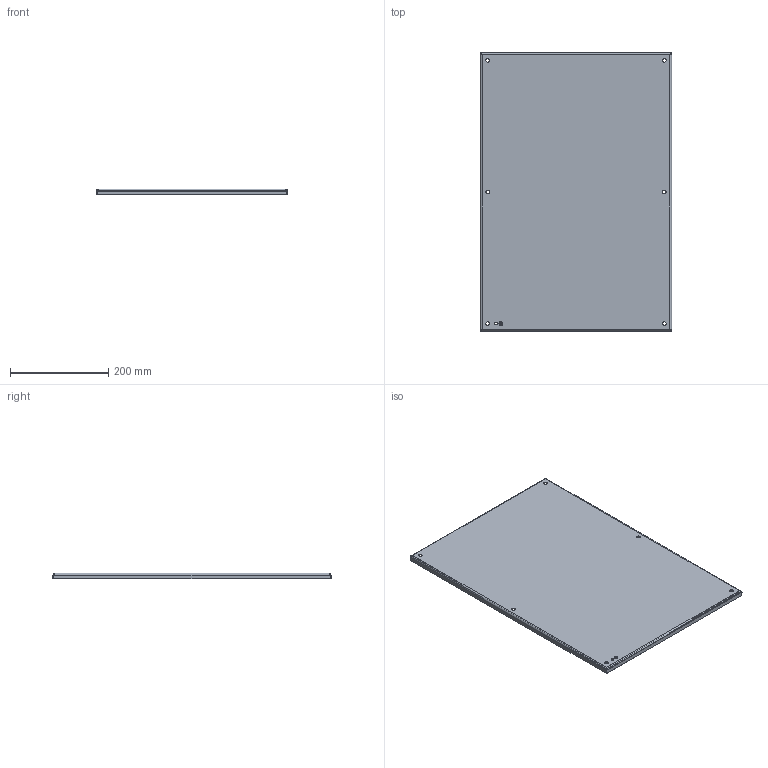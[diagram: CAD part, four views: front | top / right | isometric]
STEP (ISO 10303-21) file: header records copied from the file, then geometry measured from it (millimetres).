
FILE_DESCRIPTION(('CATIA V5 STEP Exchange','CAx-IF Rec.Pracs.--- Model Styling and Organization---1.4--- 2014-01-23'),'2;1');
FILE_NAME ('D1449766_1_1194020000_1194020000.stp','2018-10-30T13:23:46+00:00',('none'),('Weidmueller'),'CATIA Version 5-6 Release 2016 SP3 HF44','CATIA V5 STEP AP214','none');
FILE_SCHEMA(('AUTOMOTIVE_DESIGN { 1 0 10303 214 1 1 1 1 }'));
Length unit declared in the file: millimetre
Products named in the file (1): 1194020000_KTB_MOPL_6245_MSZN
Bounding box: 389 x 565 x 12 mm (x, y, z)
Volume: 355212.5 mm3; surface area: 476877.8 mm2
Topology: 1 solids, 1 shells, 123 faces, 316 edges, 200 vertices
Faces by surface type: cylinder 72, plane 43, bspline 8
Entity records: 4648 total; most frequent: CARTESIAN_POINT 1729, ORIENTED_EDGE 632, DIRECTION 441, EDGE_CURVE 316, VERTEX_POINT 200, AXIS2_PLACEMENT_3D 172, VECTOR 160, LINE 160
